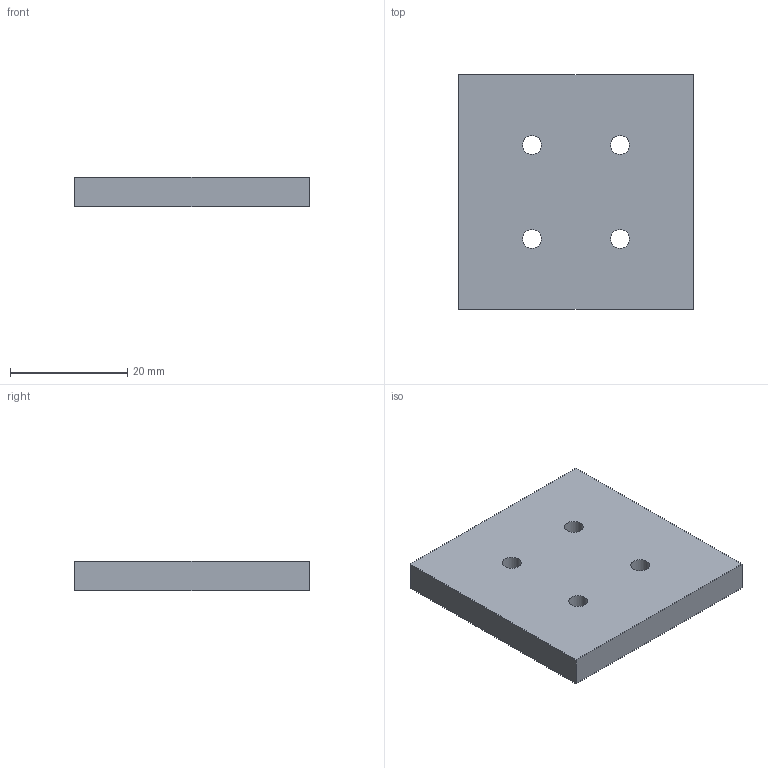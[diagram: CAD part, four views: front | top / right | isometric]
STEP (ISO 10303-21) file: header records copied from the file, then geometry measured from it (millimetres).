
FILE_DESCRIPTION(('FreeCAD Model'),'2;1');
FILE_NAME('Open CASCADE Shape Model','2025-06-03T20:00:50',('FreeCAD'),( 'FreeCAD'),'Open CASCADE STEP processor 7.7','FreeCAD','Unknown');
FILE_SCHEMA(('AUTOMOTIVE_DESIGN { 1 0 10303 214 1 1 1 1 }'));
Length unit declared in the file: millimetre
Products named in the file (1): Open CASCADE STEP translator 7.7 41
Bounding box: 40 x 40 x 5 mm (x, y, z)
Volume: 7698 mm3; surface area: 4192.2 mm2
Topology: 1 solids, 1 shells, 62 faces, 160 edges, 100 vertices
Faces by surface type: plane 54, cylinder 8
Full cylindrical faces by diameter (mm): 3.2 x4, 8.2 x4
Entity records: 1890 total; most frequent: CARTESIAN_POINT 327, DIRECTION 326, ORIENTED_EDGE 320, EDGE_CURVE 160, LINE 112, VECTOR 112, AXIS2_PLACEMENT_3D 107, VERTEX_POINT 100
